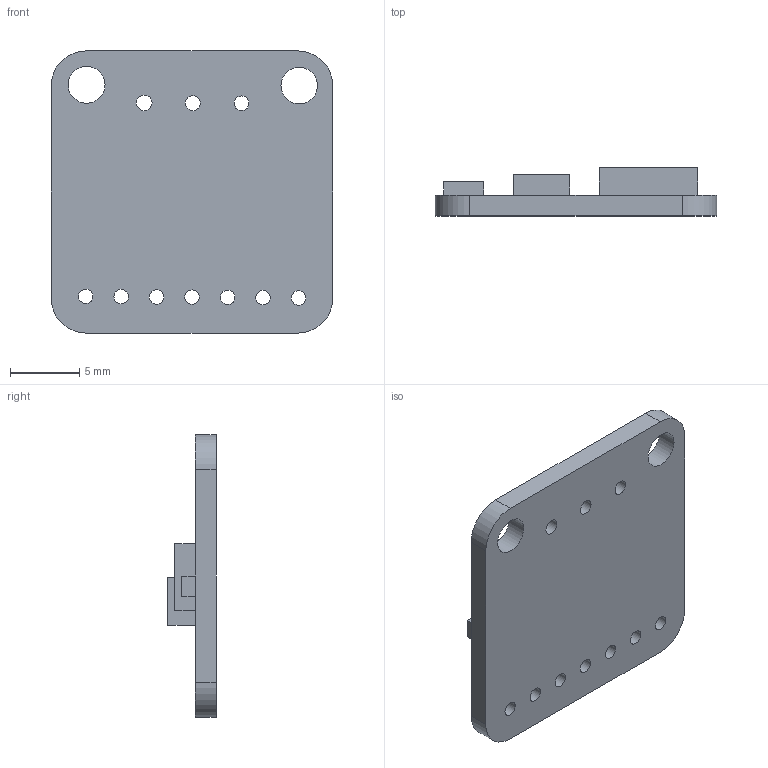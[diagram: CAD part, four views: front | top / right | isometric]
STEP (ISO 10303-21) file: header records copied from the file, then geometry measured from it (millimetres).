
FILE_DESCRIPTION(/* description */ (''),/* implementation_level */ '2;1');
FILE_NAME(/* name */ 'CanBus.step',/* time_stamp */ '2024-10-13T20:34:46-04:00',/* author */ (''),/* organization */ (''),/* preprocessor_version */ 'ST-DEVELOPER v20',/* originating_system */ 'Autodesk Translation Framework v13.20.0.188',/* authorisation */ '');
FILE_SCHEMA (('AUTOMOTIVE_DESIGN { 1 0 10303 214 3 1 1 }'));
Length unit declared in the file: millimetre
Products named in the file (1): CanBus
Bounding box: 20.32 x 3.5 x 20.38 mm (x, y, z)
Volume: 666.5 mm3; surface area: 1046.1 mm2
Topology: 1 solids, 1 shells, 37 faces, 96 edges, 64 vertices
Faces by surface type: plane 21, cylinder 16
Full cylindrical faces by diameter (mm): 1.05 x7, 1.067 x1, 1.078 x1, 1.127 x1, 2.643 x1, 2.662 x1
Entity records: 1230 total; most frequent: DIRECTION 204, CARTESIAN_POINT 198, ORIENTED_EDGE 192, EDGE_CURVE 96, AXIS2_PLACEMENT_3D 70, EDGE_LOOP 64, LINE 64, VECTOR 64
